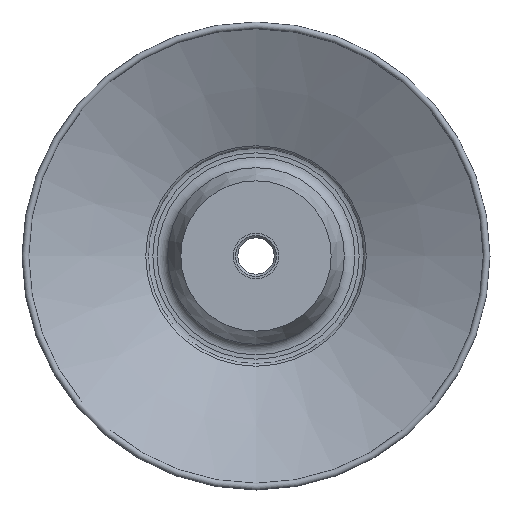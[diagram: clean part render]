
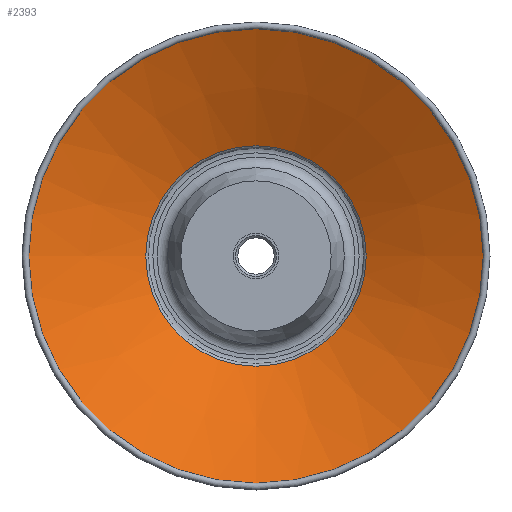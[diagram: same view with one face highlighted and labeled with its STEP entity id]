
A CAD part, front view. The second image highlights one B-rep face of the part: STEP entity #2393.
In plain terms, the highlighted conical face has half-angle 63.673 degrees and reference radius 50.127 mm.
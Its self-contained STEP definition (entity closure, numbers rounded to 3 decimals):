
#174=CONICAL_SURFACE('',#2673,50.127,1.111);
#286=CIRCLE('',#2672,24.249);
#287=CIRCLE('',#2674,50.127);
#864=ORIENTED_EDGE('',*,*,#1270,.F.);
#865=ORIENTED_EDGE('',*,*,#1271,.T.);
#1270=EDGE_CURVE('',#1505,#1505,#286,.T.);
#1271=EDGE_CURVE('',#1506,#1506,#287,.T.);
#1505=VERTEX_POINT('',#4243);
#1506=VERTEX_POINT('',#4246);
#1935=EDGE_LOOP('',(#864));
#1936=EDGE_LOOP('',(#865));
#2132=FACE_BOUND('',#1935,.T.);
#2133=FACE_BOUND('',#1936,.T.);
#2393=ADVANCED_FACE('',(#2132,#2133),#174,.F.);
#2672=AXIS2_PLACEMENT_3D('',#4242,#3309,#3310);
#2673=AXIS2_PLACEMENT_3D('',#4244,#3311,#3312);
#2674=AXIS2_PLACEMENT_3D('',#4245,#3313,#3314);
#3309=DIRECTION('',(0.,-1.,0.));
#3310=DIRECTION('',(0.,0.,-1.));
#3311=DIRECTION('',(0.,-1.,0.));
#3312=DIRECTION('',(0.,0.,-1.));
#3313=DIRECTION('',(0.,-1.,0.));
#3314=DIRECTION('',(0.,0.,-1.));
#4242=CARTESIAN_POINT('',(0.,13.972,0.));
#4243=CARTESIAN_POINT('',(0.,13.972,-24.249));
#4244=CARTESIAN_POINT('',(0.,1.167,0.));
#4245=CARTESIAN_POINT('',(0.,1.167,0.));
#4246=CARTESIAN_POINT('',(0.,1.167,-50.127));
